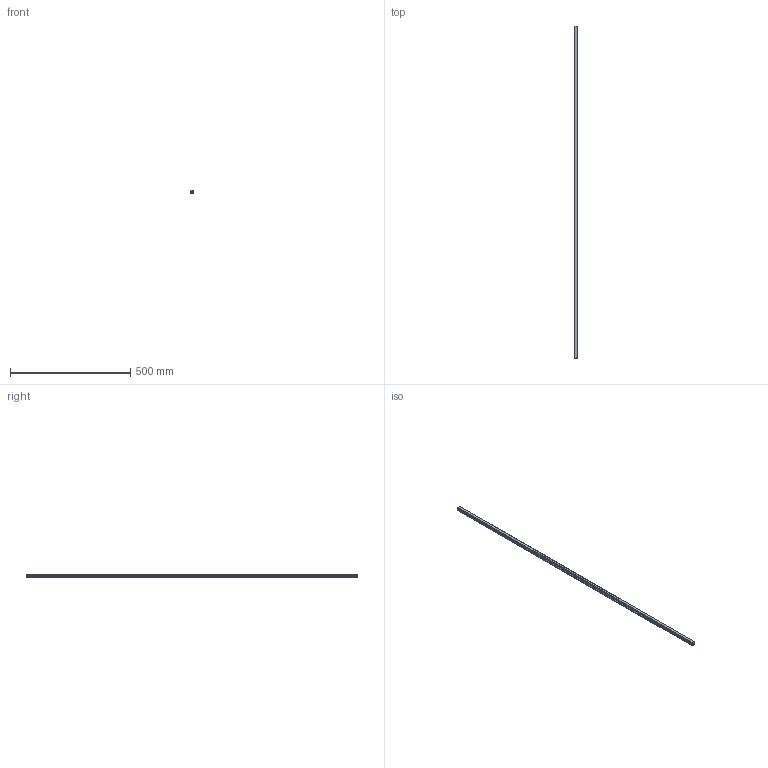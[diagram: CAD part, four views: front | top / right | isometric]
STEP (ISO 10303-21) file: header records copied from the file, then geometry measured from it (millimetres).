
FILE_DESCRIPTION(('STEP AP214'),'1');
FILE_NAME('cctmp_51BA60CF-8A08-4D33-8072-3BBE23A054CE_2021_01_19_13_53_40_0519..stp','2021-01-19T12:53:40',('HIWIN GmbH'),('CADClick - www.CADClick.com'),'Spatial InterOp 3D',' ','unknown authorization');
FILE_SCHEMA(('AUTOMOTIVE_DESIGN'));
Length unit declared in the file: millimetre
Products named in the file (1): HGR15T1380C_FILE
Bounding box: 15 x 1380 x 15 mm (x, y, z)
Volume: 259043.1 mm3; surface area: 87738.7 mm2
Topology: 1 solids, 1 shells, 207 faces, 557 edges, 333 vertices
Faces by surface type: plane 89, cylinder 72, cone 46
Entity records: 7785 total; most frequent: DIRECTION 1071, CARTESIAN_POINT 1052, ORIENTED_EDGE 1022, EDGE_CURVE 511, LINE 367, VECTOR 367, AXIS2_PLACEMENT_3D 352, VERTEX_POINT 333
